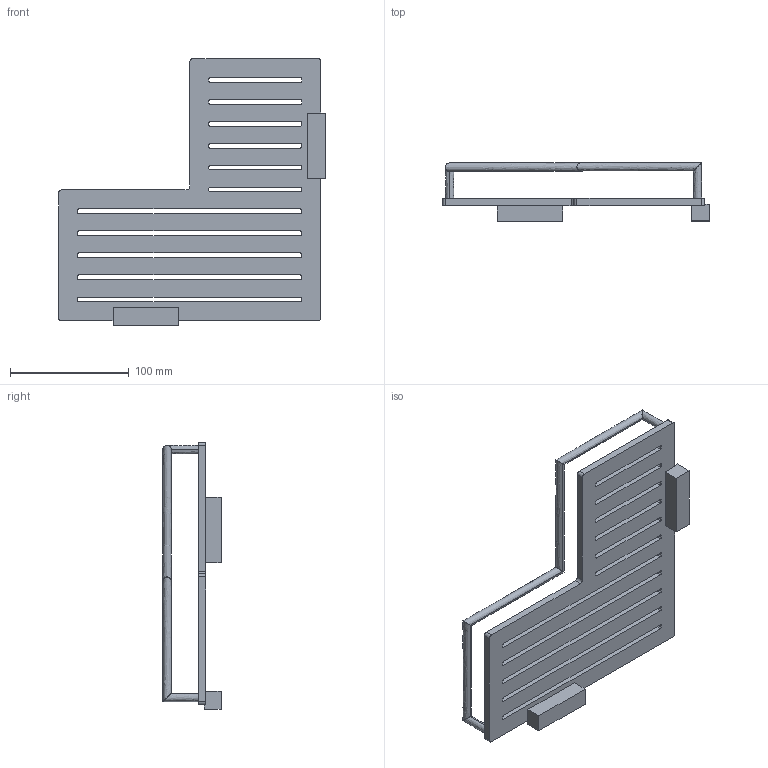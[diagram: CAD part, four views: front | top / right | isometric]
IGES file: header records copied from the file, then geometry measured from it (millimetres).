
Start section:  PTC IGES file: 28505.igs
Global section: file name: 28505.igs; native system: Creo Parametric by PTC Inc.; preprocessor: 2025093; author: SwamiS; organization: Unknown; date: 20251204.175728; units: inch
Bounding box: 224.61 x 49 x 224.61 mm (x, y, z)
Surface area: 98994.2 mm2 (no closed solid volume)
Topology: 0 solids, 0 shells, 126 faces, 732 edges, 732 vertices
Faces by surface type: bspline 64, revolution 62
